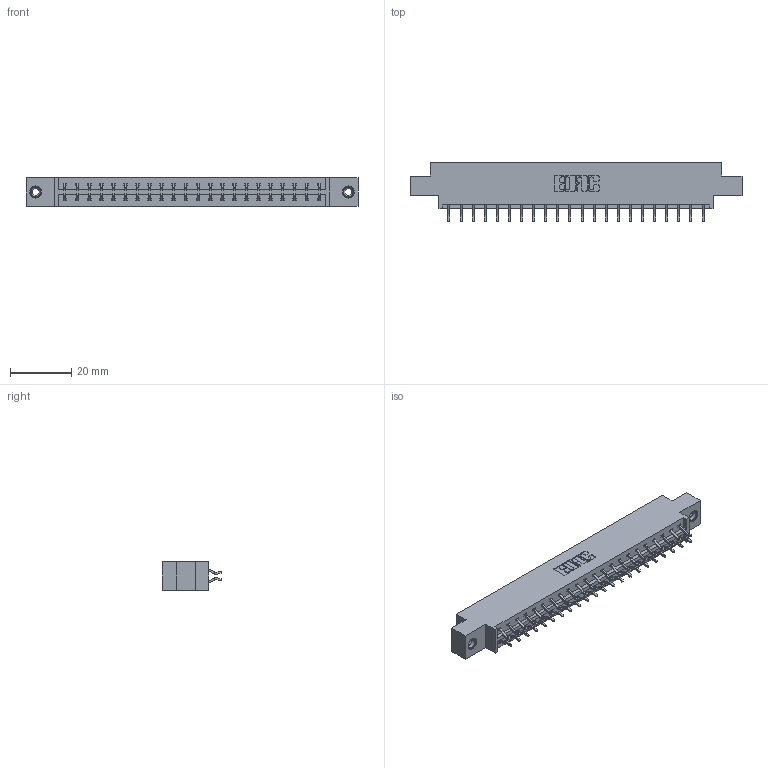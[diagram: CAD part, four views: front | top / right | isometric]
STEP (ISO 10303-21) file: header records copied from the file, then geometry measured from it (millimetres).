
FILE_DESCRIPTION (( 'STEP AP203' ), '1' );
FILE_NAME ('333-044-556-808.STEP', '2018-08-03T21:38:32', ( '' ), ( '' ), 'SwSTEP 2.0', 'SolidWorks 2016', '' );
FILE_SCHEMA (( 'CONFIG_CONTROL_DESIGN' ));
Length unit declared in the file: inch
Products named in the file (4): 333-044-556-808; 333 Part_Offset - .156 Dia - TI; 345-292-001_556 Tail; 345-250-001_345-250-003-102
Assembly tree (47 placements, depth 2):
  333-044-556-808
    333 Part_Offset - .156 Dia - TI
    345-292-001_556 Tail  x44
    345-250-001_345-250-003-102  x2
Bounding box: 108.71 x 19.57 x 9.4 mm (x, y, z)
Volume: 10675.8 mm3; surface area: 12605.7 mm2
Topology: 47 solids, 47 shells, 2730 faces, 8071 edges, 5314 vertices
Faces by surface type: plane 1866, cylinder 848, cone 12, torus 4
Entity records: 18278 total; most frequent: CARTESIAN_POINT 3053, ORIENTED_EDGE 2970, DIRECTION 2663, EDGE_CURVE 1485, VECTOR 1329, LINE 1329, VERTEX_POINT 984, AXIS2_PLACEMENT_3D 667
